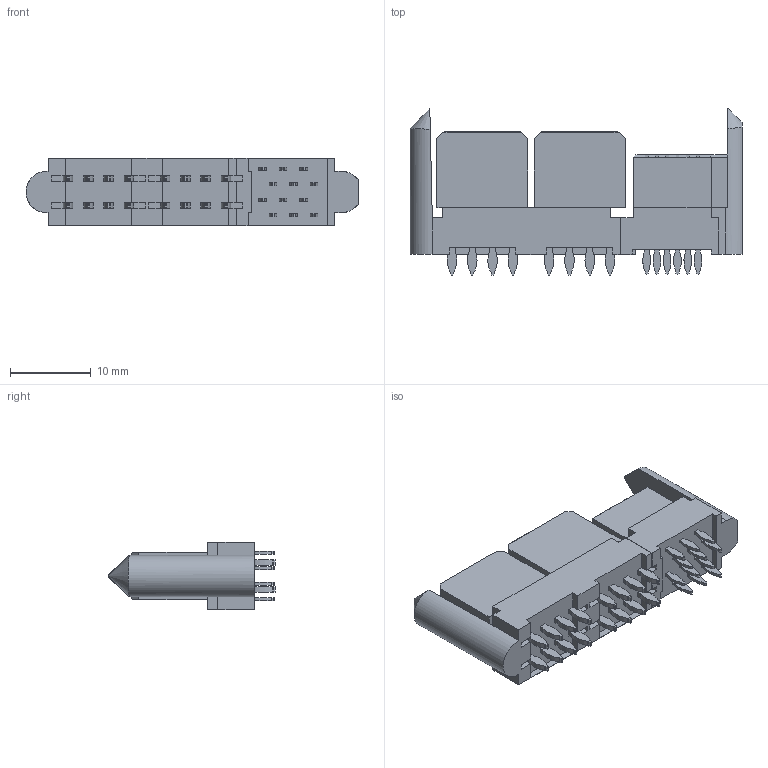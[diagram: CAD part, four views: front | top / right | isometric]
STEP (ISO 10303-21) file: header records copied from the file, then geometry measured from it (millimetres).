
FILE_DESCRIPTION((''),'2;1');
FILE_NAME('461144120','2015-09-29T',('Me'),(''),'PRO/ENGINEER BY PARAMETRIC TECHNOLOGY CORPORATION, 2011490','PRO/ENGINEER BY PARAMETRIC TECHNOLOGY CORPORATION, 2011490','');
FILE_SCHEMA(('CONFIG_CONTROL_DESIGN'));
Length unit declared in the file: millimetre
Products named in the file (1): 461144120
Bounding box: 41.01 x 20.59 x 8.33 mm (x, y, z)
Volume: 2610.5 mm3; surface area: 4028.4 mm2
Topology: 1 solids, 1 shells, 844 faces, 2409 edges, 1609 vertices
Faces by surface type: plane 723, cylinder 119, cone 2
Entity records: 27196 total; most frequent: CARTESIAN_POINT 4849, ORIENTED_EDGE 4700, DIRECTION 4386, EDGE_CURVE 2350, VECTOR 2108, LINE 2108, VERTEX_POINT 1549, AXIS2_PLACEMENT_3D 1139
